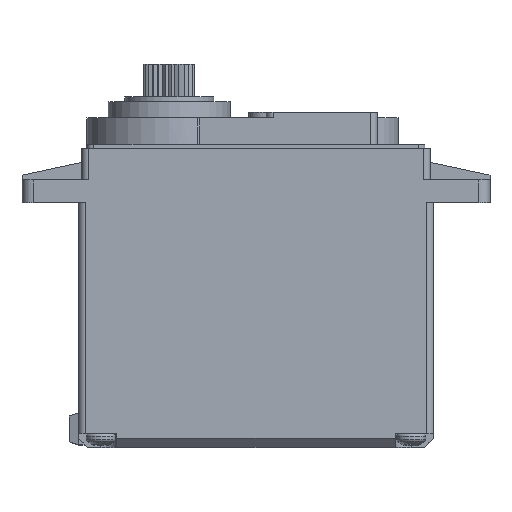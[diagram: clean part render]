
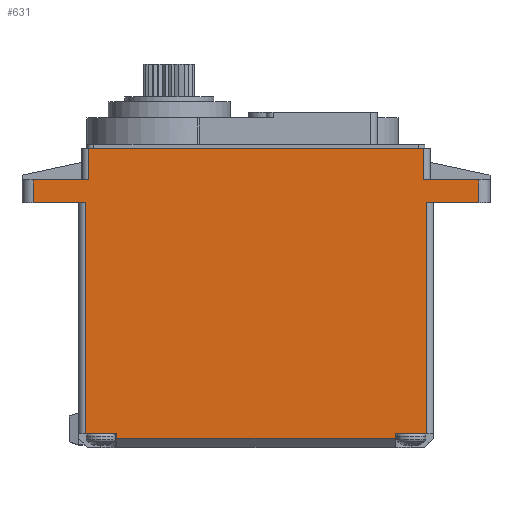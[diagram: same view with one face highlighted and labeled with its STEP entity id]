
A CAD part, top view. The second image highlights one B-rep face of the part: STEP entity #631.
In plain terms, the highlighted planar face has unit normal (0, 0, 1).
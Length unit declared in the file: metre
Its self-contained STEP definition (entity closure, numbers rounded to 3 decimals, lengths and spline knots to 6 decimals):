
#631 = ADVANCED_FACE( 'NONE', ( #1453 ), #1454, .F. );
#1453 = FACE_OUTER_BOUND( '', #2459, .T. );
#1454 = PLANE( '', #2460 );
#2459 = EDGE_LOOP( '', ( #4271, #4272, #4273, #4274, #4275, #4276, #4277, #4278, #4279, #4280, #4281, #4282, #4283, #4284, #4285, #4286 ) );
#2460 = AXIS2_PLACEMENT_3D( '', #4287, #4288, #4289 );
#4271 = ORIENTED_EDGE( '', *, *, #6638, .T. );
#4272 = ORIENTED_EDGE( '', *, *, #6588, .T. );
#4273 = ORIENTED_EDGE( '', *, *, #6339, .F. );
#4274 = ORIENTED_EDGE( '', *, *, #6785, .F. );
#4275 = ORIENTED_EDGE( '', *, *, #6786, .T. );
#4276 = ORIENTED_EDGE( '', *, *, #6376, .T. );
#4277 = ORIENTED_EDGE( '', *, *, #6787, .T. );
#4278 = ORIENTED_EDGE( '', *, *, #6626, .F. );
#4279 = ORIENTED_EDGE( '', *, *, #6324, .T. );
#4280 = ORIENTED_EDGE( '', *, *, #6788, .F. );
#4281 = ORIENTED_EDGE( '', *, *, #6778, .T. );
#4282 = ORIENTED_EDGE( '', *, *, #6690, .F. );
#4283 = ORIENTED_EDGE( '', *, *, #6169, .T. );
#4284 = ORIENTED_EDGE( '', *, *, #6789, .T. );
#4285 = ORIENTED_EDGE( '', *, *, #6790, .T. );
#4286 = ORIENTED_EDGE( '', *, *, #6768, .F. );
#4287 = CARTESIAN_POINT( '', ( -0.020104, 0.027737, 0. ) );
#4288 = DIRECTION( '', ( 0., 0., -1. ) );
#4289 = DIRECTION( '', ( 0., -1., 0. ) );
#6169 = EDGE_CURVE( 'NONE', #7440, #7444, #7446, .T. );
#6324 = EDGE_CURVE( 'NONE', #7719, #7717, #7720, .T. );
#6339 = EDGE_CURVE( 'NONE', #7743, #7744, #7745, .T. );
#6376 = EDGE_CURVE( 'NONE', #7812, #7810, #7813, .T. );
#6588 = EDGE_CURVE( 'NONE', #8160, #7744, #8163, .T. );
#6626 = EDGE_CURVE( 'NONE', #7719, #8223, #8224, .T. );
#6638 = EDGE_CURVE( 'NONE', #8243, #8160, #8244, .T. );
#6690 = EDGE_CURVE( 'NONE', #7440, #8321, #8322, .T. );
#6768 = EDGE_CURVE( 'NONE', #8243, #8438, #8439, .T. );
#6778 = EDGE_CURVE( 'NONE', #8453, #8321, #8454, .T. );
#6785 = EDGE_CURVE( 'NONE', #8463, #7743, #8464, .T. );
#6786 = EDGE_CURVE( 'NONE', #8463, #7812, #8465, .T. );
#6787 = EDGE_CURVE( 'NONE', #7810, #8223, #8466, .T. );
#6788 = EDGE_CURVE( 'NONE', #8453, #7717, #8467, .T. );
#6789 = EDGE_CURVE( 'NONE', #7444, #8468, #8469, .T. );
#6790 = EDGE_CURVE( 'NONE', #8468, #8438, #8470, .T. );
#7440 = VERTEX_POINT( 'NONE', #9318 );
#7444 = VERTEX_POINT( 'NONE', #9323 );
#7446 = LINE( '', #9325, #9326 );
#7717 = VERTEX_POINT( 'NONE', #9737 );
#7719 = VERTEX_POINT( 'NONE', #9739 );
#7720 = LINE( '', #9740, #9741 );
#7743 = VERTEX_POINT( 'NONE', #9770 );
#7744 = VERTEX_POINT( 'NONE', #9771 );
#7745 = LINE( '', #9772, #9773 );
#7810 = VERTEX_POINT( 'NONE', #9870 );
#7812 = VERTEX_POINT( 'NONE', #9872 );
#7813 = LINE( '', #9873, #9874 );
#8160 = VERTEX_POINT( 'NONE', #10349 );
#8163 = LINE( '', #10354, #10355 );
#8223 = VERTEX_POINT( 'NONE', #10432 );
#8224 = LINE( '', #10433, #10434 );
#8243 = VERTEX_POINT( 'NONE', #10460 );
#8244 = LINE( '', #10461, #10462 );
#8321 = VERTEX_POINT( 'NONE', #10582 );
#8322 = LINE( '', #10583, #10584 );
#8438 = VERTEX_POINT( 'NONE', #10759 );
#8439 = LINE( '', #10760, #10761 );
#8453 = VERTEX_POINT( 'NONE', #10780 );
#8454 = LINE( '', #10781, #10782 );
#8463 = VERTEX_POINT( 'NONE', #10794 );
#8464 = LINE( '', #10795, #10796 );
#8465 = LINE( '', #10797, #10798 );
#8466 = LINE( '', #10799, #10800 );
#8467 = LINE( '', #10801, #10802 );
#8468 = VERTEX_POINT( 'NONE', #10803 );
#8469 = LINE( '', #10804, #10805 );
#8470 = LINE( '', #10806, #10807 );
#9318 = CARTESIAN_POINT( '', ( -0.025248, 0.030302, 0. ) );
#9323 = CARTESIAN_POINT( '', ( -0.025248, 0.027737, 0. ) );
#9325 = CARTESIAN_POINT( '', ( -0.025248, 0.027737, 0. ) );
#9326 = VECTOR( '', #11849, 1. );
#9737 = CARTESIAN_POINT( '', ( 0.018974, 0.033833, 0. ) );
#9739 = CARTESIAN_POINT( '', ( 0.018974, 0.030302, 0. ) );
#9740 = CARTESIAN_POINT( '', ( 0.018974, 0.027737, 0. ) );
#9741 = VECTOR( '', #12082, 1. );
#9770 = CARTESIAN_POINT( '', ( 0.015786, 0.001524, 0. ) );
#9771 = CARTESIAN_POINT( '', ( 0.015786, 0.001016, 0. ) );
#9772 = CARTESIAN_POINT( '', ( 0.015786, 0.001524, 0. ) );
#9773 = VECTOR( '', #12101, 1. );
#9870 = CARTESIAN_POINT( '', ( 0.025248, 0.027737, 0. ) );
#9872 = CARTESIAN_POINT( '', ( 0.019342, 0.027737, 0. ) );
#9873 = CARTESIAN_POINT( '', ( -0.026518, 0.027737, 0. ) );
#9874 = VECTOR( '', #12146, 1. );
#10349 = CARTESIAN_POINT( '', ( -0.015786, 0.001016, 0. ) );
#10354 = CARTESIAN_POINT( '', ( 0.015786, 0.001016, 0. ) );
#10355 = VECTOR( '', #12397, 1. );
#10432 = CARTESIAN_POINT( '', ( 0.025248, 0.030302, 0. ) );
#10433 = CARTESIAN_POINT( '', ( -0.026518, 0.030302, 0. ) );
#10434 = VECTOR( '', #12445, 1. );
#10460 = CARTESIAN_POINT( '', ( -0.015786, 0.001524, 0. ) );
#10461 = CARTESIAN_POINT( '', ( -0.015786, 0.001524, 0. ) );
#10462 = VECTOR( '', #12459, 1. );
#10582 = CARTESIAN_POINT( '', ( -0.018974, 0.030302, 0. ) );
#10583 = CARTESIAN_POINT( '', ( -0.026518, 0.030302, 0. ) );
#10584 = VECTOR( '', #12518, 1. );
#10759 = CARTESIAN_POINT( '', ( -0.019342, 0.001524, 0. ) );
#10760 = CARTESIAN_POINT( '', ( 0., 0.001524, 0. ) );
#10761 = VECTOR( '', #12609, 1. );
#10780 = CARTESIAN_POINT( '', ( -0.018974, 0.033833, 0. ) );
#10781 = CARTESIAN_POINT( '', ( -0.018974, 0.027737, 0. ) );
#10782 = VECTOR( '', #12621, 1. );
#10794 = CARTESIAN_POINT( '', ( 0.019342, 0.001524, 0. ) );
#10795 = CARTESIAN_POINT( '', ( 0., 0.001524, 0. ) );
#10796 = VECTOR( '', #12628, 1. );
#10797 = CARTESIAN_POINT( '', ( 0.019342, 0.027737, 0. ) );
#10798 = VECTOR( '', #12629, 1. );
#10799 = CARTESIAN_POINT( '', ( 0.025248, 0.027737, 0. ) );
#10800 = VECTOR( '', #12630, 1. );
#10801 = CARTESIAN_POINT( '', ( -0.018974, 0.033833, 0. ) );
#10802 = VECTOR( '', #12631, 1. );
#10803 = CARTESIAN_POINT( '', ( -0.019342, 0.027737, 0. ) );
#10804 = CARTESIAN_POINT( '', ( -0.026518, 0.027737, 0. ) );
#10805 = VECTOR( '', #12632, 1. );
#10806 = CARTESIAN_POINT( '', ( -0.019342, 0.027737, 0. ) );
#10807 = VECTOR( '', #12633, 1. );
#11849 = DIRECTION( '', ( 0., -1., 0. ) );
#12082 = DIRECTION( '', ( 0., 1., 0. ) );
#12101 = DIRECTION( '', ( 0., -1., 0. ) );
#12146 = DIRECTION( '', ( 1., 0., 0. ) );
#12397 = DIRECTION( '', ( 1., 0., 0. ) );
#12445 = DIRECTION( '', ( 1., 0., 0. ) );
#12459 = DIRECTION( '', ( 0., -1., 0. ) );
#12518 = DIRECTION( '', ( 1., 0., 0. ) );
#12609 = DIRECTION( '', ( -1., 0., 0. ) );
#12621 = DIRECTION( '', ( 0., -1., 0. ) );
#12628 = DIRECTION( '', ( -1., 0., 0. ) );
#12629 = DIRECTION( '', ( 0., 1., 0. ) );
#12630 = DIRECTION( '', ( 0., 1., 0. ) );
#12631 = DIRECTION( '', ( 1., 0., 0. ) );
#12632 = DIRECTION( '', ( 1., 0., 0. ) );
#12633 = DIRECTION( '', ( 0., -1., 0. ) );
